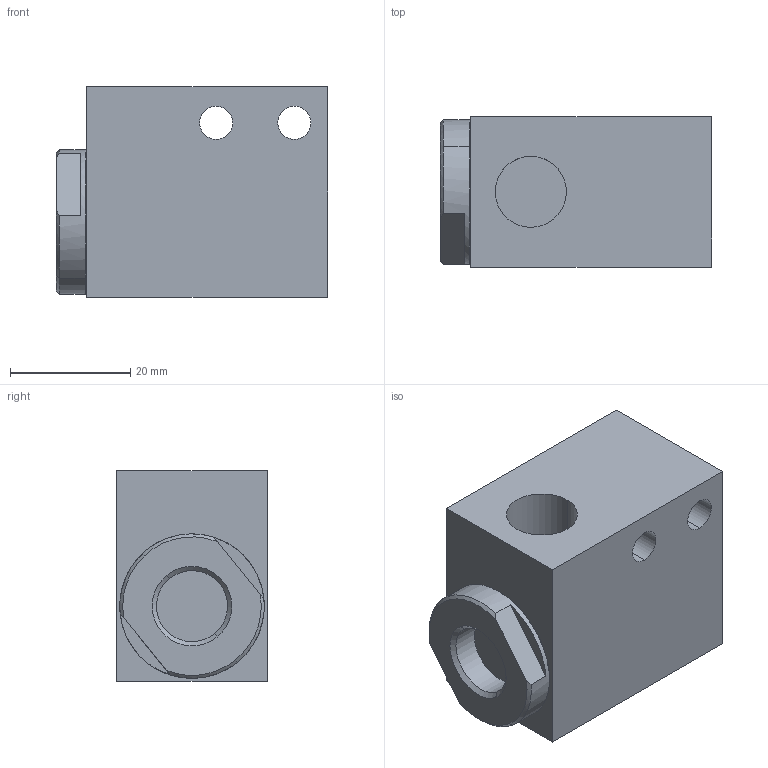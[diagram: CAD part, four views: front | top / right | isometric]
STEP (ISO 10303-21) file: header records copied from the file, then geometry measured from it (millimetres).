
FILE_DESCRIPTION (( 'STEP AP214' ), '1' );
FILE_NAME ('08_181_4.STEP', '2016-01-04T13:46:35', ( '' ), ( '' ), 'SwSTEP 2.0', 'SolidWorks 2016', '' );
FILE_SCHEMA (( 'AUTOMOTIVE_DESIGN' ));
Length unit declared in the file: millimetre
Products named in the file (1): 08_181_4
Bounding box: 45 x 25 x 35 mm (x, y, z)
Volume: 32905.6 mm3; surface area: 8700.7 mm2
Topology: 1 solids, 1 shells, 33 faces, 76 edges, 49 vertices
Faces by surface type: plane 14, cylinder 12, cone 7
Entity records: 1167 total; most frequent: DIRECTION 175, CARTESIAN_POINT 171, ORIENTED_EDGE 152, EDGE_CURVE 76, AXIS2_PLACEMENT_3D 69, VERTEX_POINT 49, EDGE_LOOP 41, LINE 37
